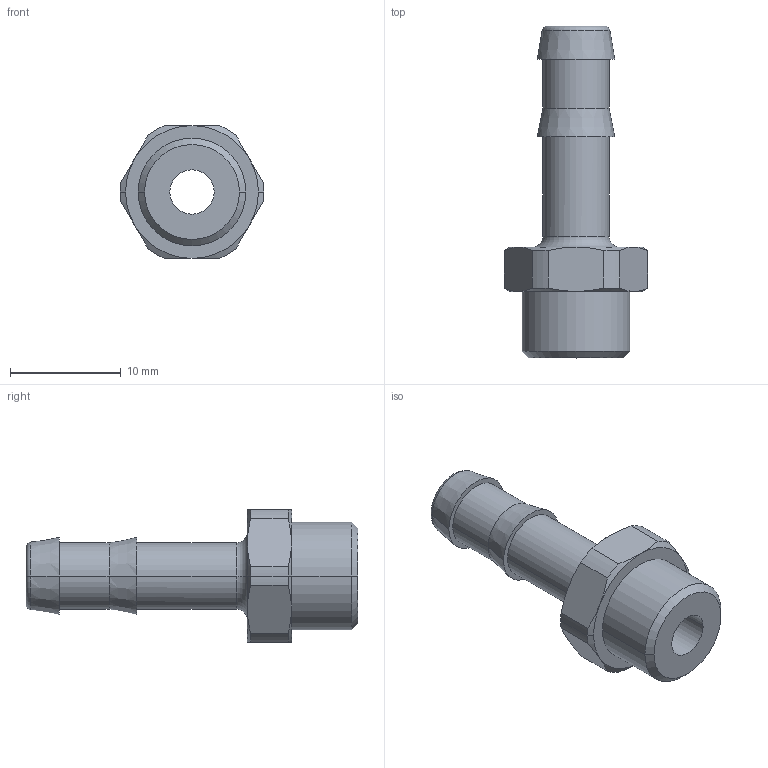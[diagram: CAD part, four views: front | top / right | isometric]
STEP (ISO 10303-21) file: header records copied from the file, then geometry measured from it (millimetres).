
FILE_DESCRIPTION(('STEP AP214'),'1');
FILE_NAME('0931_06_10.stp','2016-07-07T14:19:40',('TraceParts'),('TraceParts S.A.'),'Spatial InterOp 3D',' ',' ');
FILE_SCHEMA(('automotive_design'));
Length unit declared in the file: millimetre
Products named in the file (1): Solide1
Bounding box: 13 x 30 x 12 mm (x, y, z)
Volume: 1148.9 mm3; surface area: 1318.6 mm2
Topology: 1 solids, 1 shells, 54 faces, 126 edges, 78 vertices
Faces by surface type: cone 22, cylinder 16, plane 12, torus 4
Entity records: 1992 total; most frequent: CARTESIAN_POINT 307, DIRECTION 282, ORIENTED_EDGE 252, EDGE_CURVE 126, AXIS2_PLACEMENT_3D 125, VERTEX_POINT 78, CIRCLE 70, EDGE_LOOP 60
